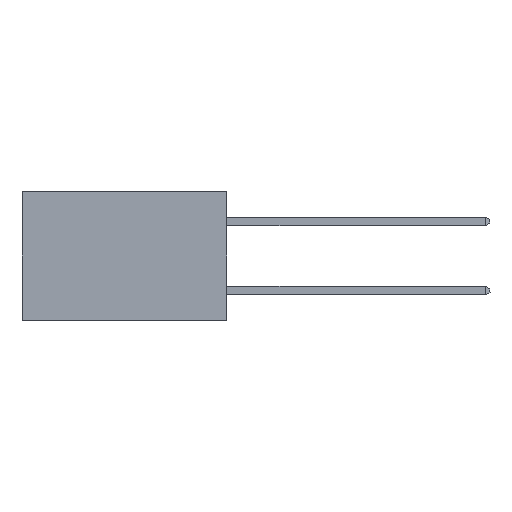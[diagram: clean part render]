
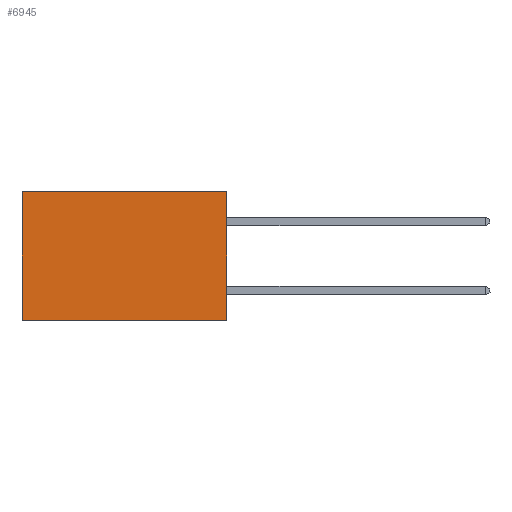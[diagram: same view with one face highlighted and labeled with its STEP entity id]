
A CAD part, left-side view. The second image highlights one B-rep face of the part: STEP entity #6945.
In plain terms, the highlighted planar face has unit normal (-1, 0, 0).
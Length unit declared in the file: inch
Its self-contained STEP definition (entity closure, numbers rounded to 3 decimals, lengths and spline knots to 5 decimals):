
#57 = ORIENTED_EDGE ( 'NONE', *, *, #1299, .T. ) ;
#334 = DIRECTION ( 'NONE',  ( 0., 0., -1. ) ) ;
#369 = CARTESIAN_POINT ( 'NONE',  ( 0.277, 0., -0.37 ) ) ;
#612 = DIRECTION ( 'NONE',  ( 0., 1., 0. ) ) ;
#884 = CARTESIAN_POINT ( 'NONE',  ( 0.277, 0., -0.37 ) ) ;
#958 = ORIENTED_EDGE ( 'NONE', *, *, #2644, .F. ) ;
#1055 = DIRECTION ( 'NONE',  ( 0., 0., -1. ) ) ;
#1140 = EDGE_CURVE ( 'NONE', #8366, #7424, #3658, .T. ) ;
#1299 = EDGE_CURVE ( 'NONE', #7424, #3964, #7154, .T. ) ;
#1556 = CARTESIAN_POINT ( 'NONE',  ( 0.277, 0.59, 0. ) ) ;
#2012 = DIRECTION ( 'NONE',  ( 0., 0., -1. ) ) ;
#2022 = DIRECTION ( 'NONE',  ( 1., 0., 0. ) ) ;
#2097 = PLANE ( 'NONE',  #6241 ) ;
#2131 = CARTESIAN_POINT ( 'NONE',  ( 0.277, 0., -0.37 ) ) ;
#2383 = LINE ( 'NONE', #369, #7468 ) ;
#2632 = EDGE_CURVE ( 'NONE', #2802, #3964, #6280, .T. ) ;
#2644 = EDGE_CURVE ( 'NONE', #8366, #2802, #2383, .T. ) ;
#2703 = ORIENTED_EDGE ( 'NONE', *, *, #1140, .T. ) ;
#2802 = VERTEX_POINT ( 'NONE', #8785 ) ;
#2888 = CARTESIAN_POINT ( 'NONE',  ( 0.277, 0.59, -0.37 ) ) ;
#2924 = DIRECTION ( 'NONE',  ( 0., 1., 0. ) ) ;
#3198 = FACE_OUTER_BOUND ( 'NONE', #6638, .T. ) ;
#3658 = LINE ( 'NONE', #8701, #8206 ) ;
#3964 = VERTEX_POINT ( 'NONE', #4409 ) ;
#4409 = CARTESIAN_POINT ( 'NONE',  ( 0.277, 0.59, -0.37 ) ) ;
#4597 = VECTOR ( 'NONE', #612, 39.37008 ) ;
#5300 = CARTESIAN_POINT ( 'NONE',  ( 0.277, 0., 0. ) ) ;
#6241 = AXIS2_PLACEMENT_3D ( 'NONE', #2131, #2022, #2012 ) ;
#6280 = LINE ( 'NONE', #884, #4597 ) ;
#6638 = EDGE_LOOP ( 'NONE', ( #57, #6876, #958, #2703 ) ) ;
#6876 = ORIENTED_EDGE ( 'NONE', *, *, #2632, .F. ) ;
#6945 = ADVANCED_FACE ( 'NONE', ( #3198 ), #2097, .F. ) ;
#7154 = LINE ( 'NONE', #2888, #8468 ) ;
#7424 = VERTEX_POINT ( 'NONE', #1556 ) ;
#7468 = VECTOR ( 'NONE', #334, 39.37008 ) ;
#8206 = VECTOR ( 'NONE', #2924, 39.37008 ) ;
#8366 = VERTEX_POINT ( 'NONE', #5300 ) ;
#8468 = VECTOR ( 'NONE', #1055, 39.37008 ) ;
#8701 = CARTESIAN_POINT ( 'NONE',  ( 0.277, 0., 0. ) ) ;
#8785 = CARTESIAN_POINT ( 'NONE',  ( 0.277, 0., -0.37 ) ) ;
